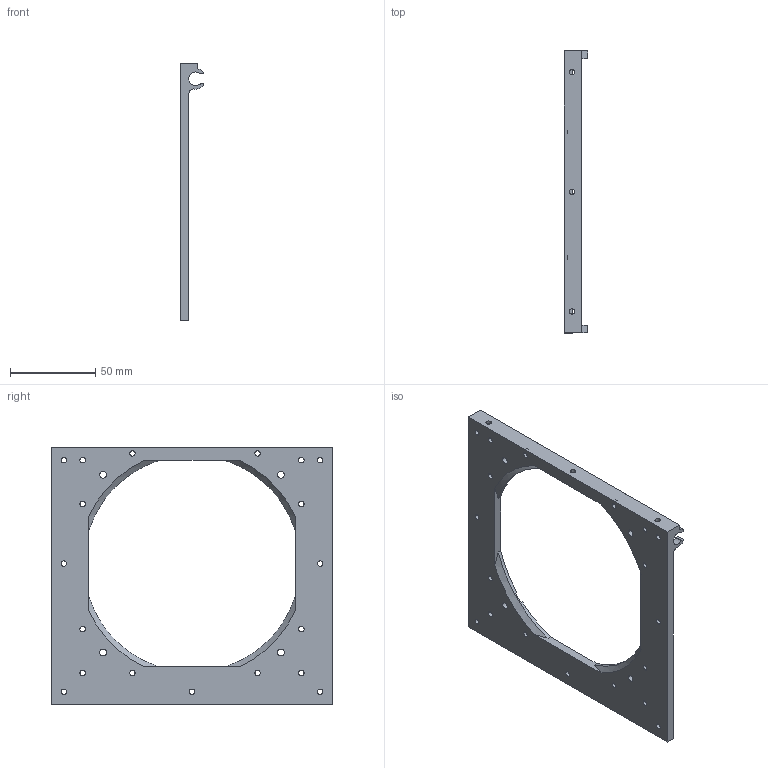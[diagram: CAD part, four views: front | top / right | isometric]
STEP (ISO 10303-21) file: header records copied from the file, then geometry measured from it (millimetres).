
FILE_DESCRIPTION(('FreeCAD Model'),'2;1');
FILE_NAME('1_black_main_plate.stp','2021-01-19T21:37:30',('Author'),(''), 'Open CASCADE STEP processor 7.3','FreeCAD','Unknown');
FILE_SCHEMA(('AUTOMOTIVE_DESIGN { 1 0 10303 214 1 1 1 1 }'));
Length unit declared in the file: millimetre
Products named in the file (1): black_exhaust_main_plate
Bounding box: 13.74 x 165 x 150.5 mm (x, y, z)
Volume: 60867.5 mm3; surface area: 33400 mm2
Topology: 1 solids, 1 shells, 273 faces, 780 edges, 520 vertices
Faces by surface type: bspline 141, revolution 100, extrusion 32
Entity records: 23856 total; most frequent: CARTESIAN_POINT 11006, B_SPLINE_CURVE_WITH_KNOTS 1572, ORIENTED_EDGE 1560, PCURVE 1560, DEFINITIONAL_REPRESENTATION 1560, DIRECTION 1338, EDGE_CURVE 780, SURFACE_CURVE 780
